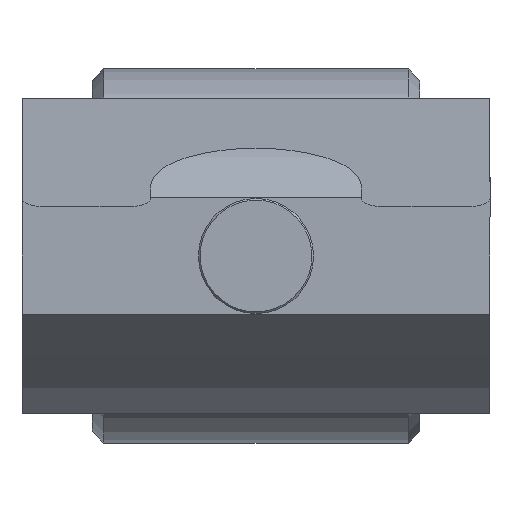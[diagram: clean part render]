
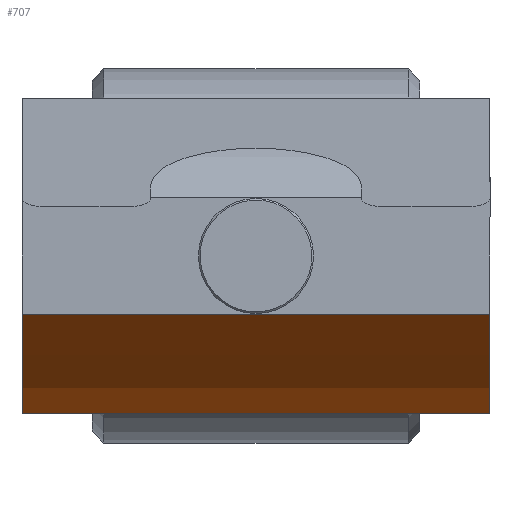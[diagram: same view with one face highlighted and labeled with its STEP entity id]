
A CAD part, front view. The second image highlights one B-rep face of the part: STEP entity #707.
In plain terms, the highlighted cylindrical face has radius 20 mm (diameter 40 mm), a partial arc.
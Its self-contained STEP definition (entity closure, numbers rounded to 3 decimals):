
#70=LINE('',#1283,#120);
#71=LINE('',#1287,#121);
#120=VECTOR('',#992,10.);
#121=VECTOR('',#997,10.);
#148=CYLINDRICAL_SURFACE('',#827,20.);
#183=FACE_OUTER_BOUND('',#222,.T.);
#222=EDGE_LOOP('',(#575,#576,#577,#578));
#259=CIRCLE('',#823,20.);
#261=CIRCLE('',#828,20.);
#316=VERTEX_POINT('',#1265);
#317=VERTEX_POINT('',#1267);
#322=VERTEX_POINT('',#1281);
#323=VERTEX_POINT('',#1285);
#406=EDGE_CURVE('',#317,#316,#259,.T.);
#414=EDGE_CURVE('',#322,#316,#70,.T.);
#415=EDGE_CURVE('',#322,#323,#261,.T.);
#416=EDGE_CURVE('',#323,#317,#71,.T.);
#575=ORIENTED_EDGE('',*,*,#415,.T.);
#576=ORIENTED_EDGE('',*,*,#416,.T.);
#577=ORIENTED_EDGE('',*,*,#406,.T.);
#578=ORIENTED_EDGE('',*,*,#414,.F.);
#707=ADVANCED_FACE('',(#183),#148,.T.);
#823=AXIS2_PLACEMENT_3D('',#1268,#978,#979);
#827=AXIS2_PLACEMENT_3D('',#1284,#993,#994);
#828=AXIS2_PLACEMENT_3D('',#1286,#995,#996);
#978=DIRECTION('center_axis',(1.,0.,0.));
#979=DIRECTION('ref_axis',(0.,0.693,0.721));
#992=DIRECTION('',(-1.,0.,0.));
#993=DIRECTION('center_axis',(1.,0.,0.));
#994=DIRECTION('ref_axis',(0.,0.693,0.721));
#995=DIRECTION('center_axis',(-1.,0.,0.));
#996=DIRECTION('ref_axis',(0.,0.693,0.721));
#997=DIRECTION('',(-1.,0.,0.));
#1265=CARTESIAN_POINT('',(-17.,-4.,-6.75));
#1267=CARTESIAN_POINT('',(-17.,-10.7,-2.5));
#1268=CARTESIAN_POINT('Origin',(-17.,3.15,11.928));
#1281=CARTESIAN_POINT('',(3.,-4.,-6.75));
#1283=CARTESIAN_POINT('',(-7.,-4.,-6.75));
#1284=CARTESIAN_POINT('Origin',(-7.,3.15,11.928));
#1285=CARTESIAN_POINT('',(3.,-10.7,-2.5));
#1286=CARTESIAN_POINT('Origin',(3.,3.15,11.928));
#1287=CARTESIAN_POINT('',(-7.,-10.7,-2.5));
